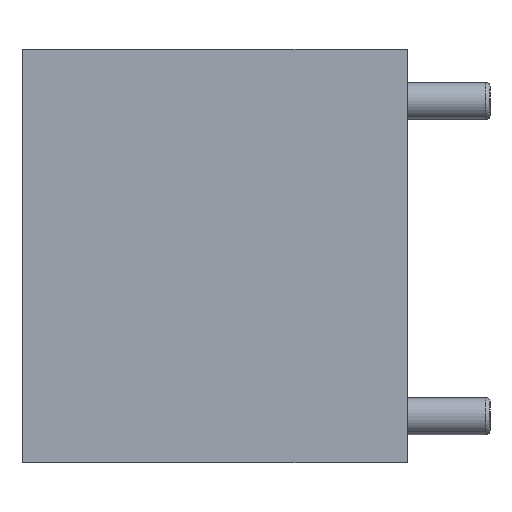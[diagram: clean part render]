
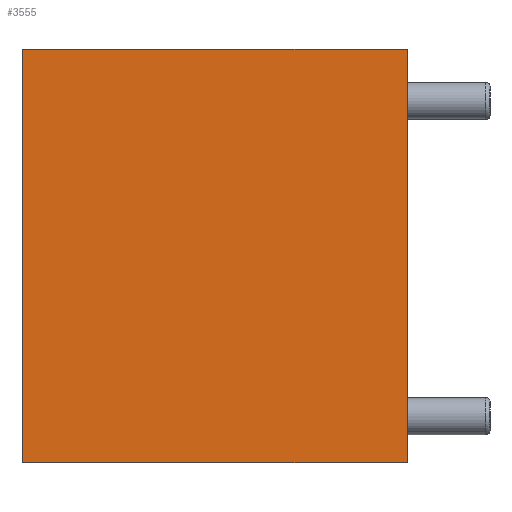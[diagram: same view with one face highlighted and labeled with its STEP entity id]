
A CAD part, left-side view. The second image highlights one B-rep face of the part: STEP entity #3555.
In plain terms, the highlighted planar face has unit normal (-1, 0, 0).
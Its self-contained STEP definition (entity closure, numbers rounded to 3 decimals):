
#2711 = CARTESIAN_POINT ( 'NONE',  ( 0., 9.3, 0. ) ) ;
#3555 = ADVANCED_FACE ( 'NONE', ( #22950 ), #42775, .T. ) ;
#3890 = CARTESIAN_POINT ( 'NONE',  ( 0., 9.3, 0. ) ) ;
#4145 = CARTESIAN_POINT ( 'NONE',  ( 0., 0., 0. ) ) ;
#15987 = VECTOR ( 'NONE', #18512, 1000. ) ;
#16458 = AXIS2_PLACEMENT_3D ( 'NONE', #3890, #30420, #23469 ) ;
#17382 = CARTESIAN_POINT ( 'NONE',  ( 0., 9.3, 10. ) ) ;
#18512 = DIRECTION ( 'NONE',  ( 0., -1., 0. ) ) ;
#21248 = VERTEX_POINT ( 'NONE', #43308 ) ;
#22207 = DIRECTION ( 'NONE',  ( 0., 0., -1. ) ) ;
#22787 = CARTESIAN_POINT ( 'NONE',  ( 0., 0., 10. ) ) ;
#22950 = FACE_OUTER_BOUND ( 'NONE', #44509, .T. ) ;
#23469 = DIRECTION ( 'NONE',  ( 0., 0., 1. ) ) ;
#24099 = LINE ( 'NONE', #42682, #43863 ) ;
#24568 = DIRECTION ( 'NONE',  ( 0., 0., -1. ) ) ;
#25711 = CARTESIAN_POINT ( 'NONE',  ( 0., 9.3, 0. ) ) ;
#25817 = VECTOR ( 'NONE', #42967, 1000. ) ;
#25964 = LINE ( 'NONE', #25711, #31942 ) ;
#26252 = ORIENTED_EDGE ( 'NONE', *, *, #28457, .F. ) ;
#26680 = ORIENTED_EDGE ( 'NONE', *, *, #49615, .T. ) ;
#28457 = EDGE_CURVE ( 'NONE', #40719, #47349, #24099, .T. ) ;
#30420 = DIRECTION ( 'NONE',  ( -1., 0., 0. ) ) ;
#30765 = ORIENTED_EDGE ( 'NONE', *, *, #39959, .T. ) ;
#31942 = VECTOR ( 'NONE', #22207, 1000. ) ;
#32541 = CARTESIAN_POINT ( 'NONE',  ( 0., 9.3, 10. ) ) ;
#34212 = VERTEX_POINT ( 'NONE', #17382 ) ;
#39959 = EDGE_CURVE ( 'NONE', #21248, #47349, #49130, .T. ) ;
#40719 = VERTEX_POINT ( 'NONE', #22787 ) ;
#42682 = CARTESIAN_POINT ( 'NONE',  ( 0., 0., 0. ) ) ;
#42775 = PLANE ( 'NONE',  #16458 ) ;
#42967 = DIRECTION ( 'NONE',  ( 0., 1., 0. ) ) ;
#43308 = CARTESIAN_POINT ( 'NONE',  ( 0., 9.3, 0. ) ) ;
#43534 = ORIENTED_EDGE ( 'NONE', *, *, #46315, .T. ) ;
#43863 = VECTOR ( 'NONE', #24568, 1000. ) ;
#44509 = EDGE_LOOP ( 'NONE', ( #26680, #43534, #30765, #26252 ) ) ;
#46315 = EDGE_CURVE ( 'NONE', #34212, #21248, #25964, .T. ) ;
#47349 = VERTEX_POINT ( 'NONE', #4145 ) ;
#48422 = LINE ( 'NONE', #32541, #25817 ) ;
#49130 = LINE ( 'NONE', #2711, #15987 ) ;
#49615 = EDGE_CURVE ( 'NONE', #40719, #34212, #48422, .T. ) ;
